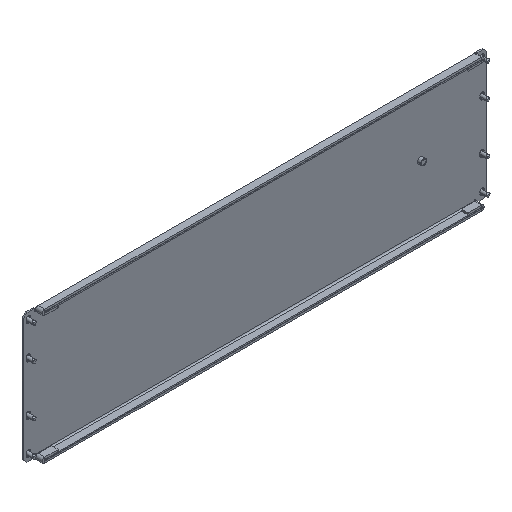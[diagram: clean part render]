
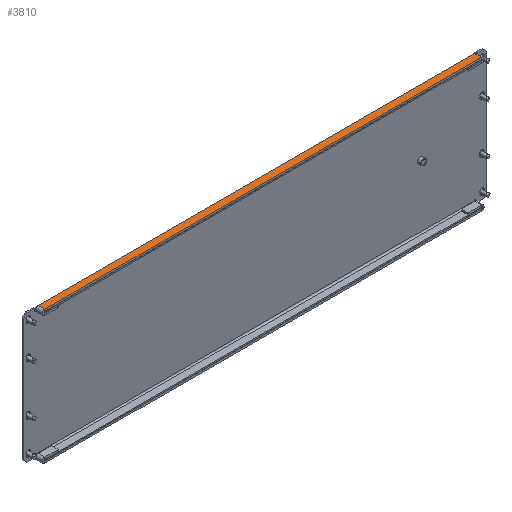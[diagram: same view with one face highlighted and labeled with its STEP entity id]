
A CAD part, isometric view. The second image highlights one B-rep face of the part: STEP entity #3810.
In plain terms, the highlighted face is planar.
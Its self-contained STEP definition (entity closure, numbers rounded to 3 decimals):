
#4 = CARTESIAN_POINT ( 'NONE',  ( -5., -3., 329. ) ) ;
#208 = EDGE_LOOP ( 'NONE', ( #631, #303, #5494, #4850 ) ) ;
#303 = ORIENTED_EDGE ( 'NONE', *, *, #2098, .F. ) ;
#573 = VERTEX_POINT ( 'NONE', #2962 ) ;
#631 = ORIENTED_EDGE ( 'NONE', *, *, #2631, .F. ) ;
#795 = CARTESIAN_POINT ( 'NONE',  ( 5., -3., -329. ) ) ;
#811 = DIRECTION ( 'NONE',  ( 1., 0., 0. ) ) ;
#1062 = PLANE ( 'NONE',  #5684 ) ;
#1246 = CARTESIAN_POINT ( 'NONE',  ( -5., -3., -329. ) ) ;
#1259 = FACE_OUTER_BOUND ( 'NONE', #208, .T. ) ;
#1265 = VERTEX_POINT ( 'NONE', #4689 ) ;
#1322 = VECTOR ( 'NONE', #4328, 1000. ) ;
#1689 = VERTEX_POINT ( 'NONE', #1246 ) ;
#1893 = EDGE_CURVE ( 'NONE', #1689, #1265, #4953, .T. ) ;
#2098 = EDGE_CURVE ( 'NONE', #1689, #5218, #2282, .T. ) ;
#2257 = CARTESIAN_POINT ( 'NONE',  ( -5., -3., -329. ) ) ;
#2282 = LINE ( 'NONE', #5673, #1322 ) ;
#2422 = LINE ( 'NONE', #4, #4756 ) ;
#2437 = DIRECTION ( 'NONE',  ( 1., 0., 0. ) ) ;
#2601 = DIRECTION ( 'NONE',  ( 0., 0., 1. ) ) ;
#2631 = EDGE_CURVE ( 'NONE', #5218, #573, #2422, .T. ) ;
#2962 = CARTESIAN_POINT ( 'NONE',  ( 5., -3., 329. ) ) ;
#3580 = EDGE_CURVE ( 'NONE', #1265, #573, #5917, .T. ) ;
#3655 = VECTOR ( 'NONE', #811, 1000. ) ;
#3796 = DIRECTION ( 'NONE',  ( 1., 0., 0. ) ) ;
#3810 = ADVANCED_FACE ( 'NONE', ( #1259 ), #1062, .T. ) ;
#4328 = DIRECTION ( 'NONE',  ( 0., 0., 1. ) ) ;
#4689 = CARTESIAN_POINT ( 'NONE',  ( 5., -3., -329. ) ) ;
#4756 = VECTOR ( 'NONE', #3796, 1000. ) ;
#4780 = CARTESIAN_POINT ( 'NONE',  ( -5., -3., -329. ) ) ;
#4786 = CARTESIAN_POINT ( 'NONE',  ( -5., -3., 329. ) ) ;
#4850 = ORIENTED_EDGE ( 'NONE', *, *, #3580, .T. ) ;
#4953 = LINE ( 'NONE', #2257, #3655 ) ;
#5218 = VERTEX_POINT ( 'NONE', #4786 ) ;
#5474 = VECTOR ( 'NONE', #2601, 1000. ) ;
#5494 = ORIENTED_EDGE ( 'NONE', *, *, #1893, .T. ) ;
#5673 = CARTESIAN_POINT ( 'NONE',  ( -5., -3., -329. ) ) ;
#5684 = AXIS2_PLACEMENT_3D ( 'NONE', #4780, #5741, #2437 ) ;
#5741 = DIRECTION ( 'NONE',  ( 0., -1., 0. ) ) ;
#5917 = LINE ( 'NONE', #795, #5474 ) ;
